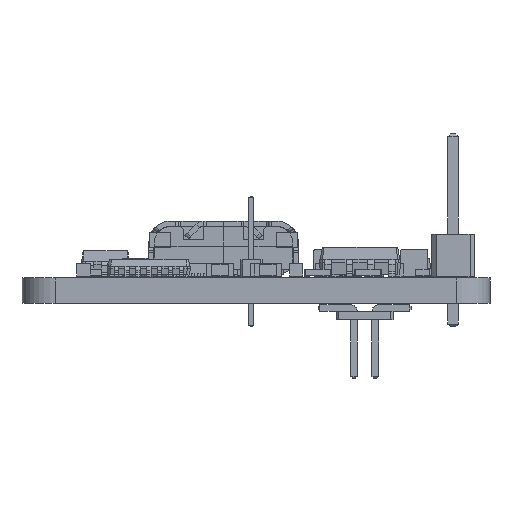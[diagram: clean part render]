
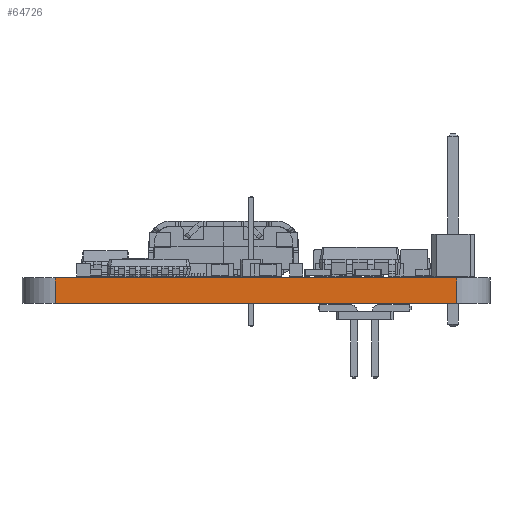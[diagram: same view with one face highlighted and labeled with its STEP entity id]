
A CAD part, front view. The second image highlights one B-rep face of the part: STEP entity #64726.
In plain terms, the highlighted planar face has unit normal (0, -1, 0).
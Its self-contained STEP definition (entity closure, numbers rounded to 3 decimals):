
#63481 = VERTEX_POINT('',#63482);
#63482 = CARTESIAN_POINT('',(127.82,-108.78,0.));
#63489 = EDGE_CURVE('',#63490,#63481,#63492,.T.);
#63490 = VERTEX_POINT('',#63491);
#63491 = CARTESIAN_POINT('',(151.82,-108.78,0.));
#63492 = LINE('',#63493,#63494);
#63493 = CARTESIAN_POINT('',(151.82,-108.78,0.));
#63494 = VECTOR('',#63495,1.);
#63495 = DIRECTION('',(-1.,0.,0.));
#64090 = VERTEX_POINT('',#64091);
#64091 = CARTESIAN_POINT('',(127.82,-108.78,1.51));
#64098 = EDGE_CURVE('',#64099,#64090,#64101,.T.);
#64099 = VERTEX_POINT('',#64100);
#64100 = CARTESIAN_POINT('',(151.82,-108.78,1.51));
#64101 = LINE('',#64102,#64103);
#64102 = CARTESIAN_POINT('',(151.82,-108.78,1.51));
#64103 = VECTOR('',#64104,1.);
#64104 = DIRECTION('',(-1.,0.,0.));
#64698 = EDGE_CURVE('',#63490,#64099,#64699,.T.);
#64699 = LINE('',#64700,#64701);
#64700 = CARTESIAN_POINT('',(151.82,-108.78,0.));
#64701 = VECTOR('',#64702,1.);
#64702 = DIRECTION('',(0.,0.,1.));
#64726 = ADVANCED_FACE('',(#64727),#64738,.T.);
#64727 = FACE_BOUND('',#64728,.T.);
#64728 = EDGE_LOOP('',(#64729,#64730,#64731,#64737));
#64729 = ORIENTED_EDGE('',*,*,#64698,.T.);
#64730 = ORIENTED_EDGE('',*,*,#64098,.T.);
#64731 = ORIENTED_EDGE('',*,*,#64732,.F.);
#64732 = EDGE_CURVE('',#63481,#64090,#64733,.T.);
#64733 = LINE('',#64734,#64735);
#64734 = CARTESIAN_POINT('',(127.82,-108.78,0.));
#64735 = VECTOR('',#64736,1.);
#64736 = DIRECTION('',(0.,0.,1.));
#64737 = ORIENTED_EDGE('',*,*,#63489,.F.);
#64738 = PLANE('',#64739);
#64739 = AXIS2_PLACEMENT_3D('',#64740,#64741,#64742);
#64740 = CARTESIAN_POINT('',(151.82,-108.78,0.));
#64741 = DIRECTION('',(0.,-1.,0.));
#64742 = DIRECTION('',(-1.,0.,0.));
